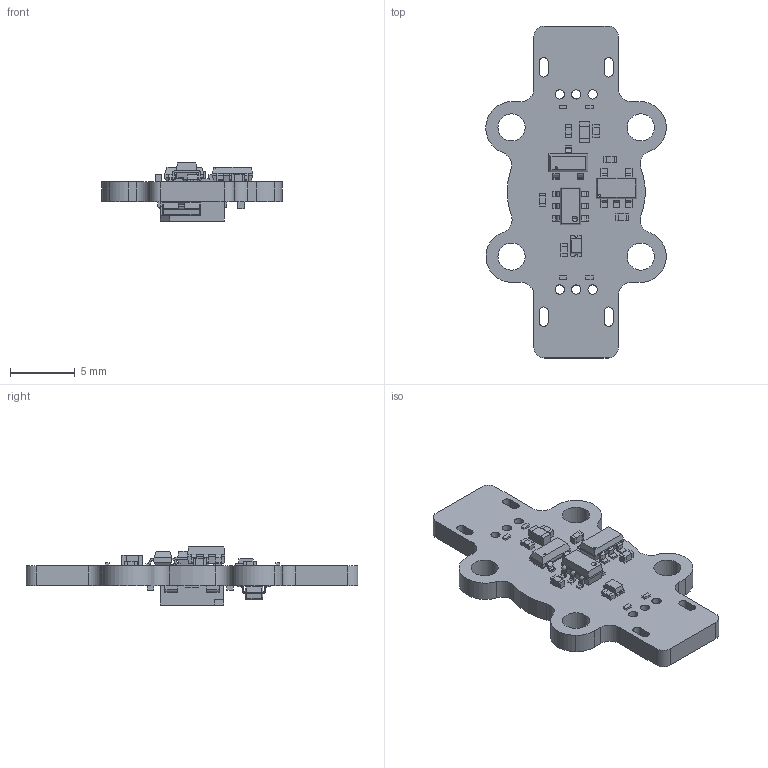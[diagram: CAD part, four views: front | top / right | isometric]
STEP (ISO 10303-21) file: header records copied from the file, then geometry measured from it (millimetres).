
FILE_DESCRIPTION(('Open CASCADE Model'),'2;1');
FILE_NAME('Open CASCADE Shape Model','2021-11-10T16:17:21',('Author'),( 'Open CASCADE'),'Open CASCADE STEP processor 6.8','Open CASCADE 6.8' ,'Unknown');
FILE_SCHEMA(('AUTOMOTIVE_DESIGN { 1 0 10303 214 1 1 1 1 }'));
Length unit declared in the file: millimetre
Products named in the file (54): PCB; Board; Open CASCADE STEP translator 6.8 11.1.1; U2; SOT23-6; R4; 6538035456; Extruded; 6568364592; R3; D8; 6538033696; Body; Open_CASCADE_STEP_translator_6.8_2.1.1; Leader; R2; 6568364832; D2; 6523779344; D6; MSRC-0603_LED_orange; D5; U1; MSFT-SOT23-5; Model; R1; FB1; 6568305872; 6568306112; D7; MSFT-SK6812; WS2812_RGB_LED_updated_v1; D4; D3; D1; MSRC-Nexperia_SOT23; C5; 6568305312; 6568305152; C4 ...
Assembly tree (79 placements, depth 5):
  PCB
    Board
      Open CASCADE STEP translator 6.8 11.1.1
    U2
      SOT23-6
    R4
      6538035456  x2
        Extruded
      6568364592
        Extruded
    R3
      6538035456  x2
        Extruded
      6568364592
        Extruded
    D8
      6538033696
        Body
          Open_CASCADE_STEP_translator_6.8_2.1.1
        Leader  x3
    R2
      6568364832  x2
        Extruded
      6568364592
        Extruded
    D2
      6523779344
        Extruded
    D6
      MSRC-0603_LED_orange
    D5
      6523779344
        Extruded
    U1
      MSFT-SOT23-5
        Model
    R1
      6568364832  x2
        Extruded
      6568364592
        Extruded
    FB1
      6568305872
        Extruded
      6568306112  x2
        Extruded
    D7
      MSFT-SK6812
        WS2812_RGB_LED_updated_v1
    D4
      6523779344
        Extruded
    D3
      6523779344
        Extruded
    D1
      MSRC-Nexperia_SOT23
    C5
      6568305312  x2
        Extruded
Bounding box: 13.98 x 25.7 x 4.5 mm (x, y, z)
Volume: 401.9 mm3; surface area: 874.2 mm2
Topology: 53 solids, 53 shells, 689 faces, 1624 edges, 1038 vertices
Faces by surface type: plane 518, cylinder 152, sphere 10, bspline 8, cone 1
Full cylindrical faces by diameter (mm): 0.152 x1, 0.165 x1, 0.71 x6, 1.146 x1, 2.1 x4
Entity records: 17921 total; most frequent: CARTESIAN_POINT 3403, DIRECTION 2665, ORIENTED_EDGE 2512, EDGE_CURVE 1256, LINE 945, VECTOR 945, AXIS2_PLACEMENT_3D 860, VERTEX_POINT 806
